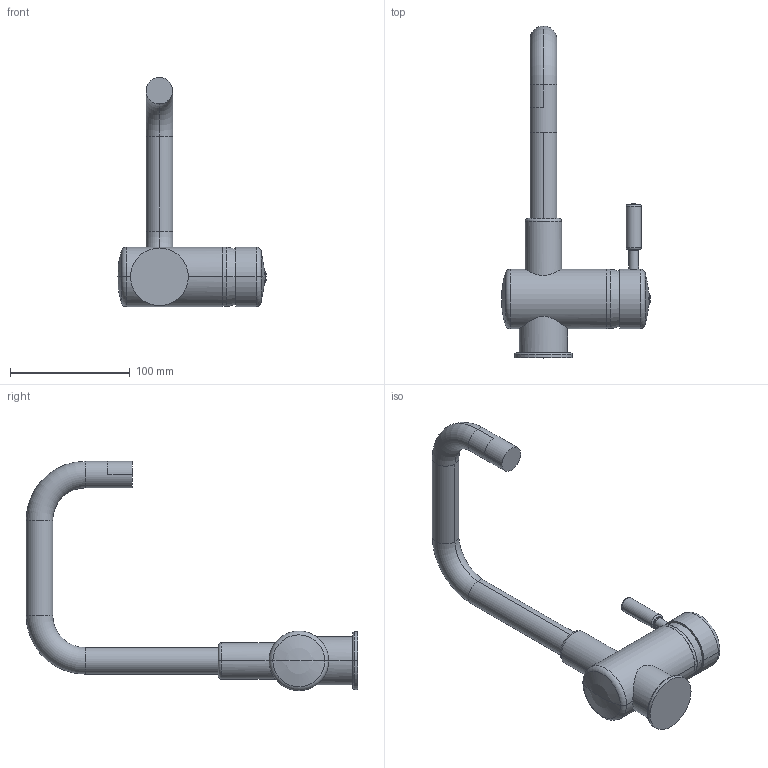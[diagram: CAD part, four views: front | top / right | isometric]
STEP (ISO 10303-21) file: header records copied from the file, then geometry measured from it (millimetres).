
FILE_DESCRIPTION((''),'2;1');
FILE_NAME('2007','2021-05-12T10:34:57',('rsmith'),(''),'CREO PARAMETRIC BY PTC INC, 2018400','CREO PARAMETRIC BY PTC INC, 2018400','');
FILE_SCHEMA(('AUTOMOTIVE_DESIGN { 1 0 10303 214 1 1 1 1 }'));
Length unit declared in the file: inch
Products named in the file (1): 2007
Bounding box: 124.51 x 277.2 x 191.58 mm (x, y, z)
Volume: 439373.3 mm3; surface area: 58800 mm2
Topology: 2 solids, 2 shells, 64 faces, 138 edges, 77 vertices
Faces by surface type: torus 24, cylinder 23, sphere 8, plane 7, bspline 2
Entity records: 2858 total; most frequent: CARTESIAN_POINT 707, DIRECTION 347, ORIENTED_EDGE 264, AXIS2_PLACEMENT_3D 160, PRESENTATION_STYLE_ASSIGNMENT 152, COLOUR_RGB 146, STYLED_ITEM 134, CURVE_STYLE 132
